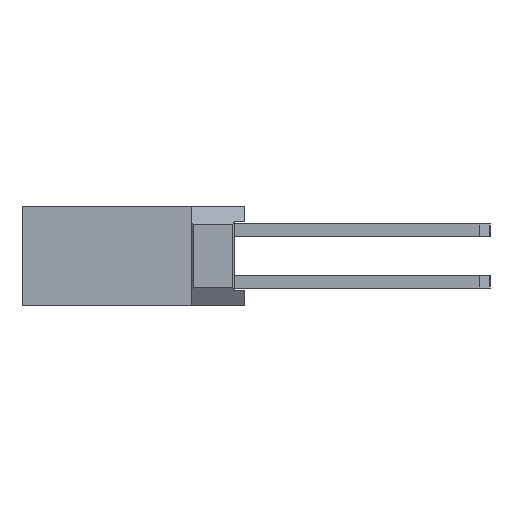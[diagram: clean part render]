
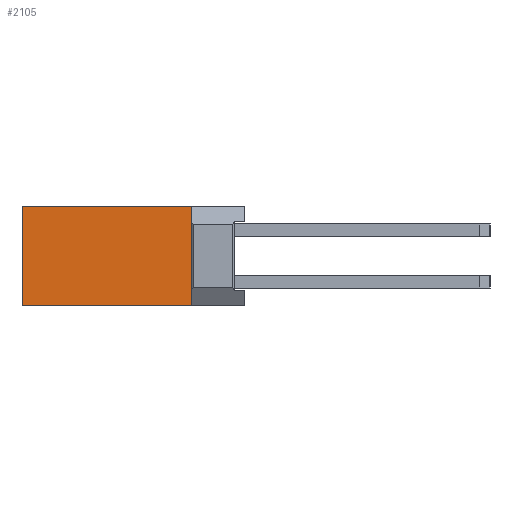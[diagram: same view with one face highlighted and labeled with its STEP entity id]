
A CAD part, left-side view. The second image highlights one B-rep face of the part: STEP entity #2105.
In plain terms, the highlighted planar face has unit normal (-1, 0, 0).
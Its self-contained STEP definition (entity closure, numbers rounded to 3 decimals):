
#2105=ADVANCED_FACE('',(#5142),#5143,.T.);
#5142=FACE_OUTER_BOUND('',#11198,.T.);
#5143=PLANE('',#11199);
#11198=EDGE_LOOP('',(#17910,#17911,#17912,#17913));
#11199=AXIS2_PLACEMENT_3D('',#17914,#17915,#17916);
#17910=ORIENTED_EDGE('',*,*,#41680,.T.);
#17911=ORIENTED_EDGE('',*,*,#41420,.T.);
#17912=ORIENTED_EDGE('',*,*,#41911,.T.);
#17913=ORIENTED_EDGE('',*,*,#41822,.T.);
#17914=CARTESIAN_POINT('',(0.94,0.0,0.0));
#17915=DIRECTION('',(-1.0,0.0,0.0));
#17916=DIRECTION('',(0.0,0.0,1.0));
#41420=EDGE_CURVE('',#49196,#49197,#49198,.T.);
#41680=EDGE_CURVE('',#49684,#49196,#49685,.T.);
#41822=EDGE_CURVE('',#49946,#49684,#49947,.T.);
#41911=EDGE_CURVE('',#49197,#49946,#50099,.T.);
#49196=VERTEX_POINT('',#61944);
#49197=VERTEX_POINT('',#61945);
#49198=LINE('',#61946,#61947);
#49684=VERTEX_POINT('',#62692);
#49685=LINE('',#62693,#62694);
#49946=VERTEX_POINT('',#63096);
#49947=LINE('',#63097,#63098);
#50099=LINE('',#63338,#63339);
#61944=CARTESIAN_POINT('',(0.94,0.0,3.745));
#61945=CARTESIAN_POINT('',(0.94,0.0,-1.205));
#61946=CARTESIAN_POINT('',(0.94,0.0,3.745));
#61947=VECTOR('',#81908,4.95);
#62692=CARTESIAN_POINT('',(0.94,-8.4,3.745));
#62693=CARTESIAN_POINT('',(0.94,-8.4,3.745));
#62694=VECTOR('',#82168,8.4);
#63096=CARTESIAN_POINT('',(0.94,-8.4,-1.205));
#63097=CARTESIAN_POINT('',(0.94,-8.4,-1.205));
#63098=VECTOR('',#82310,4.95);
#63338=CARTESIAN_POINT('',(0.94,0.0,-1.205));
#63339=VECTOR('',#82399,8.4);
#81908=DIRECTION('',(0.0,0.0,-1.0));
#82168=DIRECTION('',(0.0,1.0,0.0));
#82310=DIRECTION('',(0.0,0.0,1.0));
#82399=DIRECTION('',(0.0,-1.0,0.0));
